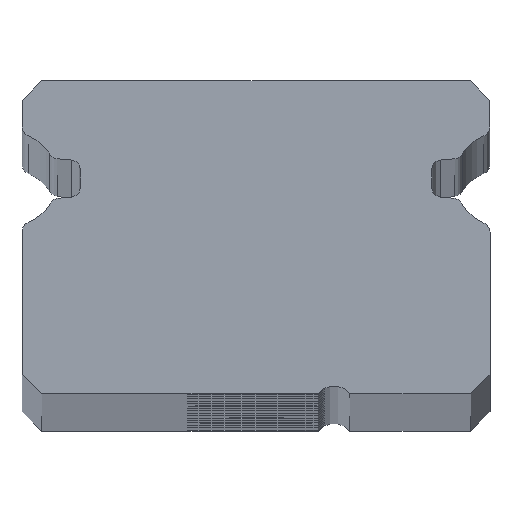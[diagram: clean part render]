
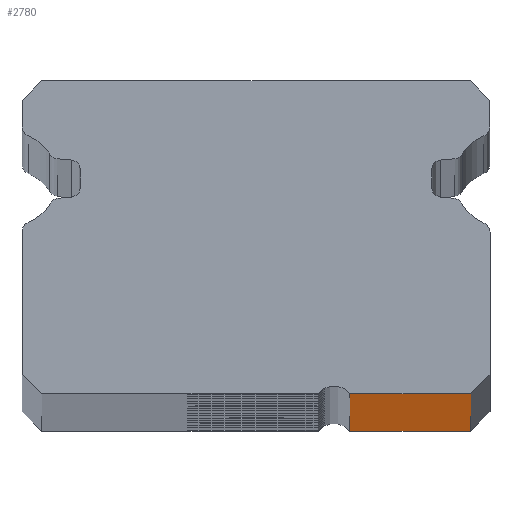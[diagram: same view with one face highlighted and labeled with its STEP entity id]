
A CAD part, top view. The second image highlights one B-rep face of the part: STEP entity #2780.
In plain terms, the highlighted planar face has unit normal (0, -1, 0).
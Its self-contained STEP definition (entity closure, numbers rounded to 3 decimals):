
#105 = EDGE_CURVE ( 'NONE', #2940, #1141, #2618, .T. ) ;
#216 = CARTESIAN_POINT ( 'NONE',  ( 5.484, -5.5, -275. ) ) ;
#293 = EDGE_CURVE ( 'NONE', #2005, #2940, #4690, .T. ) ;
#328 = VECTOR ( 'NONE', #1139, 1000. ) ;
#510 = AXIS2_PLACEMENT_3D ( 'NONE', #1031, #2299, #641 ) ;
#607 = VERTEX_POINT ( 'NONE', #4362 ) ;
#641 = DIRECTION ( 'NONE',  ( 0., 0., 1. ) ) ;
#748 = ORIENTED_EDGE ( 'NONE', *, *, #105, .F. ) ;
#1031 = CARTESIAN_POINT ( 'NONE',  ( 2.393, -5.5, 275. ) ) ;
#1119 = VECTOR ( 'NONE', #4788, 1000. ) ;
#1139 = DIRECTION ( 'NONE',  ( 1., 0., 0. ) ) ;
#1141 = VERTEX_POINT ( 'NONE', #216 ) ;
#1390 = CARTESIAN_POINT ( 'NONE',  ( 2.393, -5.5, 275. ) ) ;
#1701 = ORIENTED_EDGE ( 'NONE', *, *, #293, .F. ) ;
#1738 = VECTOR ( 'NONE', #3535, 1000. ) ;
#2005 = VERTEX_POINT ( 'NONE', #1390 ) ;
#2059 = DIRECTION ( 'NONE',  ( 1., 0., 0. ) ) ;
#2275 = CARTESIAN_POINT ( 'NONE',  ( 5.484, -5.5, 275. ) ) ;
#2280 = CARTESIAN_POINT ( 'NONE',  ( 5.484, -5.5, 275. ) ) ;
#2299 = DIRECTION ( 'NONE',  ( 0., 1., 0. ) ) ;
#2369 = VECTOR ( 'NONE', #2059, 1000. ) ;
#2483 = ORIENTED_EDGE ( 'NONE', *, *, #2821, .T. ) ;
#2618 = LINE ( 'NONE', #2275, #1119 ) ;
#2780 = ADVANCED_FACE ( 'NONE', ( #3964 ), #4680, .F. ) ;
#2821 = EDGE_CURVE ( 'NONE', #2005, #607, #2855, .T. ) ;
#2855 = LINE ( 'NONE', #3115, #1738 ) ;
#2864 = CARTESIAN_POINT ( 'NONE',  ( 2.393, -5.5, 275. ) ) ;
#2940 = VERTEX_POINT ( 'NONE', #2280 ) ;
#3115 = CARTESIAN_POINT ( 'NONE',  ( 2.393, -5.5, 275. ) ) ;
#3228 = CARTESIAN_POINT ( 'NONE',  ( 2.393, -5.5, -275. ) ) ;
#3535 = DIRECTION ( 'NONE',  ( 0., 0., -1. ) ) ;
#3650 = LINE ( 'NONE', #3228, #328 ) ;
#3964 = FACE_OUTER_BOUND ( 'NONE', #4682, .T. ) ;
#4353 = ORIENTED_EDGE ( 'NONE', *, *, #4971, .T. ) ;
#4362 = CARTESIAN_POINT ( 'NONE',  ( 2.393, -5.5, -275. ) ) ;
#4680 = PLANE ( 'NONE',  #510 ) ;
#4682 = EDGE_LOOP ( 'NONE', ( #4353, #748, #1701, #2483 ) ) ;
#4690 = LINE ( 'NONE', #2864, #2369 ) ;
#4788 = DIRECTION ( 'NONE',  ( 0., 0., -1. ) ) ;
#4971 = EDGE_CURVE ( 'NONE', #607, #1141, #3650, .T. ) ;
